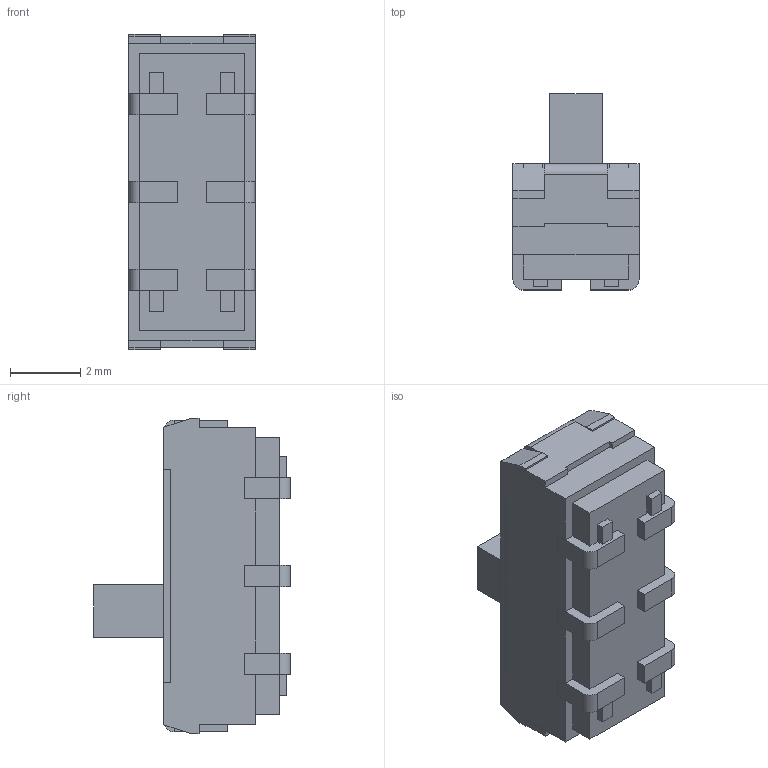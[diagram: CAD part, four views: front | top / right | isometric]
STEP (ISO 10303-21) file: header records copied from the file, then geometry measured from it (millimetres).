
FILE_DESCRIPTION (( 'STEP AP214' ), '1' );
FILE_NAME ('JS202011JCQN.STEP', '2020-11-23T00:04:08', ( '' ), ( '' ), 'SwSTEP 2.0', 'SolidWorks 2017', '' );
FILE_SCHEMA (( 'AUTOMOTIVE_DESIGN' ));
Length unit declared in the file: millimetre
Products named in the file (1): JS202011JCQN
Bounding box: 3.6 x 5.6 x 9 mm (x, y, z)
Volume: 104.5 mm3; surface area: 263.7 mm2
Topology: 9 solids, 9 shells, 219 faces, 568 edges, 372 vertices
Faces by surface type: plane 209, cylinder 10
Entity records: 6652 total; most frequent: CARTESIAN_POINT 1160, ORIENTED_EDGE 1136, DIRECTION 1028, EDGE_CURVE 568, LINE 548, VECTOR 548, VERTEX_POINT 372, AXIS2_PLACEMENT_3D 240
